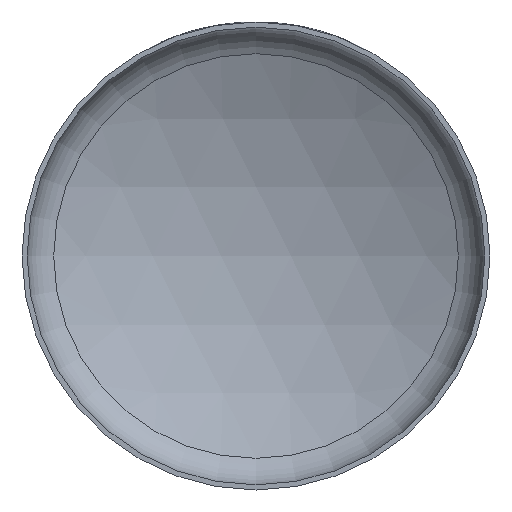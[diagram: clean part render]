
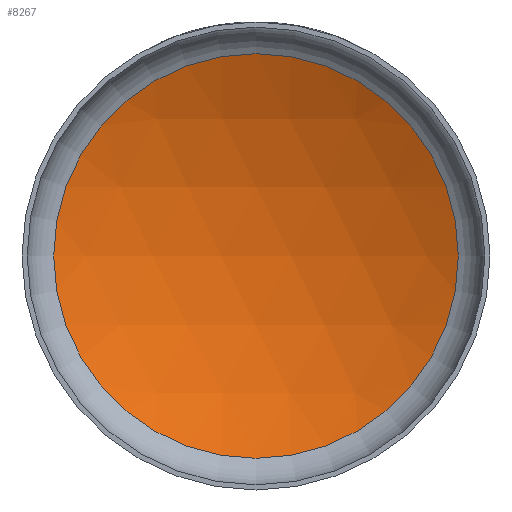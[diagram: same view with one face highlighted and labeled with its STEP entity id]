
A CAD part, front view. The second image highlights one B-rep face of the part: STEP entity #8267.
In plain terms, the highlighted spherical face has radius 273 mm.
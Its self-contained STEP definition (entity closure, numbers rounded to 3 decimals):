
#3071 = AXIS2_PLACEMENT_3D ( 'NONE', #11234, #26844, #16006 ) ;
#4554 = CARTESIAN_POINT ( 'NONE',  ( 0., 44.618, 0. ) ) ;
#7406 = SPHERICAL_SURFACE ( 'NONE', #3071, 273. ) ;
#8267 = ADVANCED_FACE ( 'NONE', ( #13349 ), #7406, .F. ) ;
#10530 = ORIENTED_EDGE ( 'NONE', *, *, #14645, .T. ) ;
#11234 = CARTESIAN_POINT ( 'NONE',  ( 0., -201.563, 0. ) ) ;
#13349 = FACE_OUTER_BOUND ( 'NONE', #20159, .T. ) ;
#13561 = DIRECTION ( 'NONE',  ( 0., 0., -1. ) ) ;
#14645 = EDGE_CURVE ( 'NONE', #26076, #26076, #16349, .T. ) ;
#16006 = DIRECTION ( 'NONE',  ( 1., 0., 0. ) ) ;
#16349 = CIRCLE ( 'NONE', #23171, 118. ) ;
#20159 = EDGE_LOOP ( 'NONE', ( #10530 ) ) ;
#22596 = DIRECTION ( 'NONE',  ( 0., -1., 0. ) ) ;
#23171 = AXIS2_PLACEMENT_3D ( 'NONE', #4554, #22596, #13561 ) ;
#26076 = VERTEX_POINT ( 'NONE', #28228 ) ;
#26844 = DIRECTION ( 'NONE',  ( 0., 0., 1. ) ) ;
#28228 = CARTESIAN_POINT ( 'NONE',  ( 0., 44.618, -118. ) ) ;
